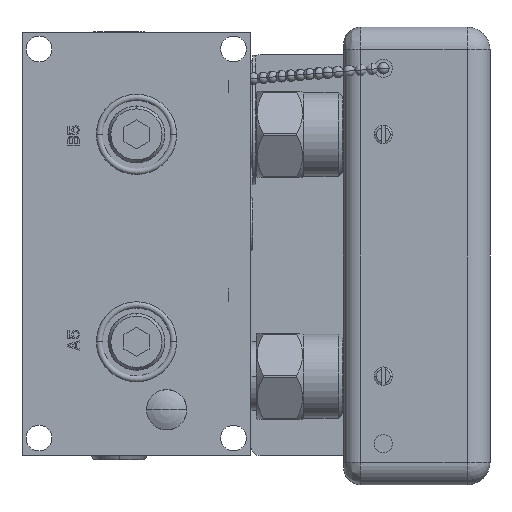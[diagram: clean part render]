
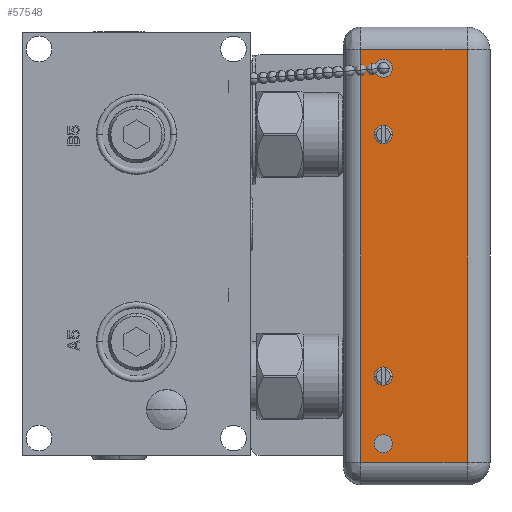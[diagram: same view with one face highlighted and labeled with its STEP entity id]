
A CAD part, front view. The second image highlights one B-rep face of the part: STEP entity #57548.
In plain terms, the highlighted face is planar.
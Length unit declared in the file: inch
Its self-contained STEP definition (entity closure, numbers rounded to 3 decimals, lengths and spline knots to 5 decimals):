
#56750=DIRECTION('',(0.,0.,-1.));
#56751=VECTOR('',#56750,4.5);
#56752=CARTESIAN_POINT('',(0.775,1.413,2.25));
#56753=LINE('',#56752,#56751);
#56754=DIRECTION('',(0.,0.,1.));
#56755=VECTOR('',#56754,4.5);
#56756=CARTESIAN_POINT('',(0.775,0.25,-2.25));
#56757=LINE('',#56756,#56755);
#56758=DIRECTION('',(0.,1.,0.));
#56759=VECTOR('',#56758,1.163);
#56760=CARTESIAN_POINT('',(0.775,0.25,2.25));
#56761=LINE('',#56760,#56759);
#56762=CARTESIAN_POINT('',(0.775,1.165,-1.328));
#56763=DIRECTION('',(1.,0.,0.));
#56764=DIRECTION('',(0.,-1.,0.));
#56765=AXIS2_PLACEMENT_3D('',#56762,#56763,#56764);
#56767=CARTESIAN_POINT('',(0.775,1.165,-1.328));
#56768=DIRECTION('',(1.,0.,0.));
#56769=DIRECTION('',(0.,1.,0.));
#56770=AXIS2_PLACEMENT_3D('',#56767,#56768,#56769);
#56772=CARTESIAN_POINT('',(0.775,1.165,1.312));
#56773=DIRECTION('',(1.,0.,0.));
#56774=DIRECTION('',(0.,-1.,0.));
#56775=AXIS2_PLACEMENT_3D('',#56772,#56773,#56774);
#56777=CARTESIAN_POINT('',(0.775,1.165,1.312));
#56778=DIRECTION('',(1.,0.,0.));
#56779=DIRECTION('',(0.,1.,0.));
#56780=AXIS2_PLACEMENT_3D('',#56777,#56778,#56779);
#56782=CARTESIAN_POINT('',(0.775,1.165,-2.05));
#56783=DIRECTION('',(-1.,0.,0.));
#56784=DIRECTION('',(0.,-1.,0.));
#56785=AXIS2_PLACEMENT_3D('',#56782,#56783,#56784);
#56787=CARTESIAN_POINT('',(0.775,1.165,-2.05));
#56788=DIRECTION('',(-1.,0.,0.));
#56789=DIRECTION('',(0.,1.,0.));
#56790=AXIS2_PLACEMENT_3D('',#56787,#56788,#56789);
#56792=CARTESIAN_POINT('',(0.775,1.165,2.05));
#56793=DIRECTION('',(-1.,0.,0.));
#56794=DIRECTION('',(0.,-1.,0.));
#56795=AXIS2_PLACEMENT_3D('',#56792,#56793,#56794);
#56797=CARTESIAN_POINT('',(0.775,1.165,2.05));
#56798=DIRECTION('',(-1.,0.,0.));
#56799=DIRECTION('',(0.,1.,0.));
#56800=AXIS2_PLACEMENT_3D('',#56797,#56798,#56799);
#56961=DIRECTION('',(0.,1.,0.));
#56962=VECTOR('',#56961,1.163);
#56963=CARTESIAN_POINT('',(0.775,0.25,-2.25));
#56964=LINE('',#56963,#56962);
#57216=CARTESIAN_POINT('',(0.775,0.25,-2.25));
#57218=VERTEX_POINT('',#57216);
#57223=CARTESIAN_POINT('',(0.775,0.25,2.25));
#57224=VERTEX_POINT('',#57223);
#57243=CARTESIAN_POINT('',(0.775,1.413,-2.25));
#57245=VERTEX_POINT('',#57243);
#57269=CARTESIAN_POINT('',(0.775,1.413,2.25));
#57270=VERTEX_POINT('',#57269);
#57271=CARTESIAN_POINT('',(0.775,1.0645,-1.328));
#57272=CARTESIAN_POINT('',(0.775,1.2655,-1.328));
#57273=VERTEX_POINT('',#57271);
#57274=VERTEX_POINT('',#57272);
#57279=CARTESIAN_POINT('',(0.775,1.065,-2.05));
#57280=CARTESIAN_POINT('',(0.775,1.265,-2.05));
#57281=VERTEX_POINT('',#57279);
#57282=VERTEX_POINT('',#57280);
#57287=CARTESIAN_POINT('',(0.775,1.0645,1.312));
#57288=CARTESIAN_POINT('',(0.775,1.2655,1.312));
#57289=VERTEX_POINT('',#57287);
#57290=VERTEX_POINT('',#57288);
#57343=CARTESIAN_POINT('',(0.775,1.065,2.05));
#57344=CARTESIAN_POINT('',(0.775,1.265,2.05));
#57345=VERTEX_POINT('',#57343);
#57346=VERTEX_POINT('',#57344);
#57512=CARTESIAN_POINT('',(0.775,0.,2.25));
#57513=DIRECTION('',(1.,0.,0.));
#57514=DIRECTION('',(0.,0.,-1.));
#57515=AXIS2_PLACEMENT_3D('',#57512,#57513,#57514);
#57516=PLANE('',#57515);
#57518=ORIENTED_EDGE('',*,*,#57517,.T.);
#57520=ORIENTED_EDGE('',*,*,#57519,.F.);
#57521=ORIENTED_EDGE('',*,*,#57375,.T.);
#57522=ORIENTED_EDGE('',*,*,#57402,.T.);
#57523=EDGE_LOOP('',(#57518,#57520,#57521,#57522));
#57524=FACE_OUTER_BOUND('',#57523,.F.);
#57526=ORIENTED_EDGE('',*,*,#57525,.T.);
#57528=ORIENTED_EDGE('',*,*,#57527,.T.);
#57529=EDGE_LOOP('',(#57526,#57528));
#57530=FACE_BOUND('',#57529,.F.);
#57531=ORIENTED_EDGE('',*,*,#57502,.T.);
#57533=ORIENTED_EDGE('',*,*,#57532,.T.);
#57534=EDGE_LOOP('',(#57531,#57533));
#57535=FACE_BOUND('',#57534,.F.);
#57537=ORIENTED_EDGE('',*,*,#57536,.F.);
#57539=ORIENTED_EDGE('',*,*,#57538,.F.);
#57540=EDGE_LOOP('',(#57537,#57539));
#57541=FACE_BOUND('',#57540,.F.);
#57543=ORIENTED_EDGE('',*,*,#57542,.F.);
#57545=ORIENTED_EDGE('',*,*,#57544,.F.);
#57546=EDGE_LOOP('',(#57543,#57545));
#57547=FACE_BOUND('',#57546,.F.);
#56766=CIRCLE('',#56765,0.1005);
#56771=CIRCLE('',#56770,0.1005);
#56776=CIRCLE('',#56775,0.1005);
#56781=CIRCLE('',#56780,0.1005);
#56786=CIRCLE('',#56785,0.1);
#56791=CIRCLE('',#56790,0.1);
#56796=CIRCLE('',#56795,0.1);
#56801=CIRCLE('',#56800,0.1);
#57375=EDGE_CURVE('',#57218,#57224,#56757,.T.);
#57402=EDGE_CURVE('',#57224,#57270,#56761,.T.);
#57502=EDGE_CURVE('',#57289,#57290,#56776,.T.);
#57517=EDGE_CURVE('',#57270,#57245,#56753,.T.);
#57519=EDGE_CURVE('',#57218,#57245,#56964,.T.);
#57525=EDGE_CURVE('',#57273,#57274,#56766,.T.);
#57527=EDGE_CURVE('',#57274,#57273,#56771,.T.);
#57532=EDGE_CURVE('',#57290,#57289,#56781,.T.);
#57536=EDGE_CURVE('',#57281,#57282,#56786,.T.);
#57538=EDGE_CURVE('',#57282,#57281,#56791,.T.);
#57542=EDGE_CURVE('',#57345,#57346,#56796,.T.);
#57544=EDGE_CURVE('',#57346,#57345,#56801,.T.);
#57548=ADVANCED_FACE('',(#57524,#57530,#57535,#57541,#57547),#57516,.T.);
